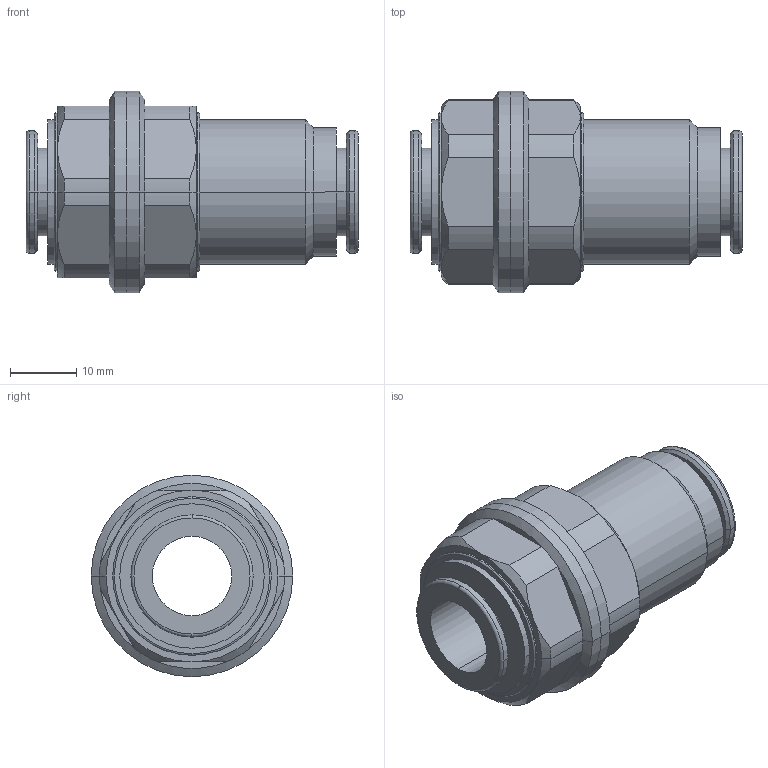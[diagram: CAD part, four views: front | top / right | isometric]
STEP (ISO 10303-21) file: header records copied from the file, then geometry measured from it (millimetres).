
FILE_DESCRIPTION(('STEP AP214'),'1');
FILE_NAME('6316_12_00WP2.stp','2016-07-07T14:17:20',('TraceParts'),('TraceParts S.A.'),'Spatial InterOp 3D',' ',' ');
FILE_SCHEMA(('automotive_design'));
Length unit declared in the file: millimetre
Products named in the file (2): 1; 2
Bounding box: 50.24 x 30.5 x 30.5 mm (x, y, z)
Volume: 18149 mm3; surface area: 10354.5 mm2
Topology: 2 solids, 3 shells, 122 faces, 268 edges, 160 vertices
Faces by surface type: cylinder 46, plane 38, cone 30, torus 8
Entity records: 3424 total; most frequent: CARTESIAN_POINT 648, DIRECTION 648, ORIENTED_EDGE 536, AXIS2_PLACEMENT_3D 280, EDGE_CURVE 268, VERTEX_POINT 160, CIRCLE 156, EDGE_LOOP 136
